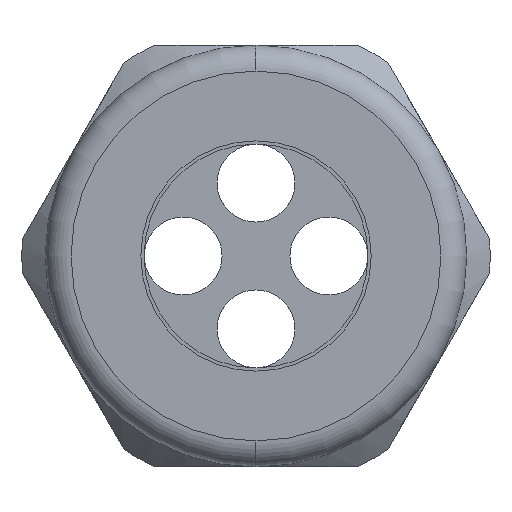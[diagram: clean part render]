
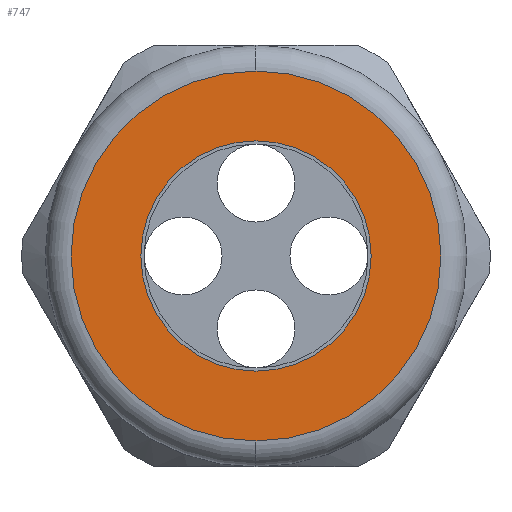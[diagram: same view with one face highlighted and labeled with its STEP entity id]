
A CAD part, left-side view. The second image highlights one B-rep face of the part: STEP entity #747.
In plain terms, the highlighted planar face has unit normal (-1, 0, 0).
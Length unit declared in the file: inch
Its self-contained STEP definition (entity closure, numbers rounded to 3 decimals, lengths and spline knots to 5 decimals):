
#747 = ADVANCED_FACE ( 'NONE', ( #3468, #3527 ), #3526, .T. ) ;
#748 = EDGE_LOOP ( 'NONE', ( #749, #750 ) ) ;
#749 = ORIENTED_EDGE ( 'NONE', *, *, #6297, .T. ) ;
#750 = ORIENTED_EDGE ( 'NONE', *, *, #751, .T. ) ;
#751 = EDGE_CURVE ( 'NONE', #6299, #6277, #3521, .T. ) ;
#752 = EDGE_LOOP ( 'NONE', ( #805, #806 ) ) ;
#805 = ORIENTED_EDGE ( 'NONE', *, *, #820, .T. ) ;
#806 = ORIENTED_EDGE ( 'NONE', *, *, #6335, .T. ) ;
#820 = EDGE_CURVE ( 'NONE', #6325, #6328, #3648, .T. ) ;
#3468 = FACE_OUTER_BOUND ( 'NONE', #748, .T. ) ;
#3517 = DIRECTION ( 'NONE',  ( 0., 0., 1. ) ) ;
#3518 = DIRECTION ( 'NONE',  ( -1., 0., 0. ) ) ;
#3519 = CARTESIAN_POINT ( 'NONE',  ( -1.53, 0., 0. ) ) ;
#3520 = AXIS2_PLACEMENT_3D ( 'NONE', #3519, #3518, #3517 ) ;
#3521 = CIRCLE ( 'NONE', #3520, 0.57 ) ;
#3522 = DIRECTION ( 'NONE',  ( 0., 0., 1. ) ) ;
#3523 = DIRECTION ( 'NONE',  ( -1., 0., 0. ) ) ;
#3524 = CARTESIAN_POINT ( 'NONE',  ( -1.53, 0.65, 0. ) ) ;
#3525 = AXIS2_PLACEMENT_3D ( 'NONE', #3524, #3523, #3522 ) ;
#3526 = PLANE ( 'NONE',  #3525 ) ;
#3527 = FACE_BOUND ( 'NONE', #752, .T. ) ;
#3640 = DIRECTION ( 'NONE',  ( 0., 0., -1. ) ) ;
#3641 = DIRECTION ( 'NONE',  ( 1., 0., 0. ) ) ;
#3642 = CARTESIAN_POINT ( 'NONE',  ( -1.53, 0., 0. ) ) ;
#3643 = AXIS2_PLACEMENT_3D ( 'NONE', #3642, #3641, #3640 ) ;
#3648 = CIRCLE ( 'NONE', #3643, 0.355 ) ;
#5677 = CARTESIAN_POINT ( 'NONE',  ( -1.53, 0., 0.57 ) ) ;
#5704 = CARTESIAN_POINT ( 'NONE',  ( -1.53, 0., -0.57 ) ) ;
#5705 = DIRECTION ( 'NONE',  ( 0., 0., 1. ) ) ;
#5706 = DIRECTION ( 'NONE',  ( -1., 0., 0. ) ) ;
#5707 = CARTESIAN_POINT ( 'NONE',  ( -1.53, 0., 0. ) ) ;
#5708 = AXIS2_PLACEMENT_3D ( 'NONE', #5707, #5706, #5705 ) ;
#5709 = CIRCLE ( 'NONE', #5708, 0.57 ) ;
#5762 = CARTESIAN_POINT ( 'NONE',  ( -1.53, 0., 0. ) ) ;
#5763 = AXIS2_PLACEMENT_3D ( 'NONE', #5762, #5827, #5826 ) ;
#5764 = CIRCLE ( 'NONE', #5763, 0.355 ) ;
#5775 = CARTESIAN_POINT ( 'NONE',  ( -1.53, 0., 0.355 ) ) ;
#5778 = CARTESIAN_POINT ( 'NONE',  ( -1.53, 0., -0.355 ) ) ;
#5826 = DIRECTION ( 'NONE',  ( 0., 0., -1. ) ) ;
#5827 = DIRECTION ( 'NONE',  ( 1., 0., 0. ) ) ;
#6277 = VERTEX_POINT ( 'NONE', #5677 ) ;
#6297 = EDGE_CURVE ( 'NONE', #6277, #6299, #5709, .T. ) ;
#6299 = VERTEX_POINT ( 'NONE', #5704 ) ;
#6325 = VERTEX_POINT ( 'NONE', #5778 ) ;
#6328 = VERTEX_POINT ( 'NONE', #5775 ) ;
#6335 = EDGE_CURVE ( 'NONE', #6328, #6325, #5764, .T. ) ;
